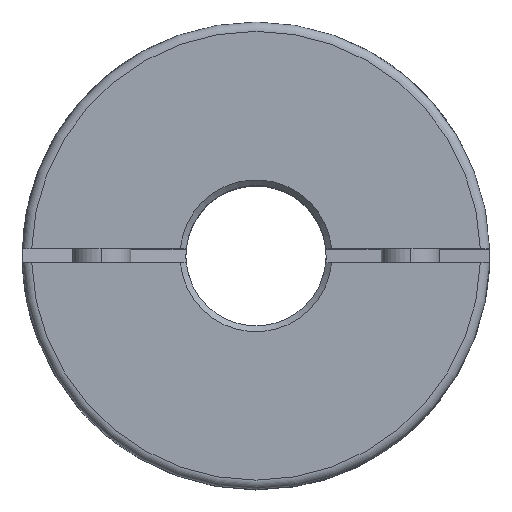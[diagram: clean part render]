
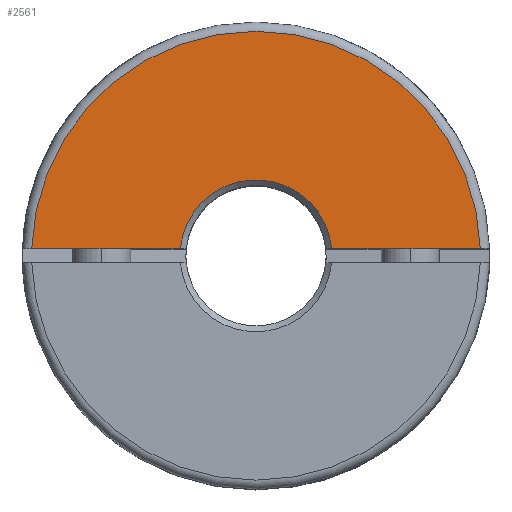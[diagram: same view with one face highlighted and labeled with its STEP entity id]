
A CAD part, top view. The second image highlights one B-rep face of the part: STEP entity #2561.
In plain terms, the highlighted planar face has unit normal (0, 0, 1).
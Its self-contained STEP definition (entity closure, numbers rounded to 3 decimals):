
#941 = EDGE_CURVE ( 'NONE', #5021, #6527, #7012, .T. ) ;
#1393 = CIRCLE ( 'NONE', #6528, 6.5 ) ;
#1657 = EDGE_CURVE ( 'NONE', #3909, #6527, #1393, .T. ) ;
#1700 = ORIENTED_EDGE ( 'NONE', *, *, #941, .F. ) ;
#1805 = DIRECTION ( 'NONE',  ( -1., 0., 0. ) ) ;
#1885 = DIRECTION ( 'NONE',  ( 1., 0., 0. ) ) ;
#2011 = VECTOR ( 'NONE', #4186, 1000. ) ;
#2104 = CARTESIAN_POINT ( 'NONE',  ( 0., 0., 19.5 ) ) ;
#2524 = VERTEX_POINT ( 'NONE', #4839 ) ;
#2561 = ADVANCED_FACE ( 'NONE', ( #7697 ), #6691, .T. ) ;
#2692 = ORIENTED_EDGE ( 'NONE', *, *, #3274, .T. ) ;
#3274 = EDGE_CURVE ( 'NONE', #5021, #2524, #4752, .T. ) ;
#3484 = CARTESIAN_POINT ( 'NONE',  ( -6.472, 0.6, 19.5 ) ) ;
#3767 = CARTESIAN_POINT ( 'NONE',  ( 0., 0., 19.5 ) ) ;
#3909 = VERTEX_POINT ( 'NONE', #3484 ) ;
#3939 = CARTESIAN_POINT ( 'NONE',  ( 19.191, 0.6, 19.5 ) ) ;
#4047 = EDGE_CURVE ( 'NONE', #3909, #2524, #4779, .T. ) ;
#4145 = DIRECTION ( 'NONE',  ( 0., 0., 1. ) ) ;
#4186 = DIRECTION ( 'NONE',  ( -1., 0., 0. ) ) ;
#4199 = CARTESIAN_POINT ( 'NONE',  ( 6.472, 0.6, 19.5 ) ) ;
#4458 = VECTOR ( 'NONE', #1805, 1000. ) ;
#4752 = CIRCLE ( 'NONE', #7504, 19.2 ) ;
#4779 = LINE ( 'NONE', #7174, #4458 ) ;
#4839 = CARTESIAN_POINT ( 'NONE',  ( -19.191, 0.6, 19.5 ) ) ;
#4896 = AXIS2_PLACEMENT_3D ( 'NONE', #5312, #4145, #7271 ) ;
#4911 = DIRECTION ( 'NONE',  ( 1., 0., 0. ) ) ;
#5021 = VERTEX_POINT ( 'NONE', #3939 ) ;
#5261 = EDGE_LOOP ( 'NONE', ( #1700, #2692, #6420, #5581 ) ) ;
#5312 = CARTESIAN_POINT ( 'NONE',  ( 0., 0., 19.5 ) ) ;
#5547 = DIRECTION ( 'NONE',  ( 0., 0., 1. ) ) ;
#5559 = DIRECTION ( 'NONE',  ( 0., 0., -1. ) ) ;
#5581 = ORIENTED_EDGE ( 'NONE', *, *, #1657, .T. ) ;
#6420 = ORIENTED_EDGE ( 'NONE', *, *, #4047, .F. ) ;
#6527 = VERTEX_POINT ( 'NONE', #4199 ) ;
#6528 = AXIS2_PLACEMENT_3D ( 'NONE', #3767, #5559, #1885 ) ;
#6691 = PLANE ( 'NONE',  #4896 ) ;
#7012 = LINE ( 'NONE', #7171, #2011 ) ;
#7171 = CARTESIAN_POINT ( 'NONE',  ( 0., 0.6, 19.5 ) ) ;
#7174 = CARTESIAN_POINT ( 'NONE',  ( 0., 0.6, 19.5 ) ) ;
#7271 = DIRECTION ( 'NONE',  ( 1., 0., 0. ) ) ;
#7504 = AXIS2_PLACEMENT_3D ( 'NONE', #2104, #5547, #4911 ) ;
#7697 = FACE_OUTER_BOUND ( 'NONE', #5261, .T. ) ;
